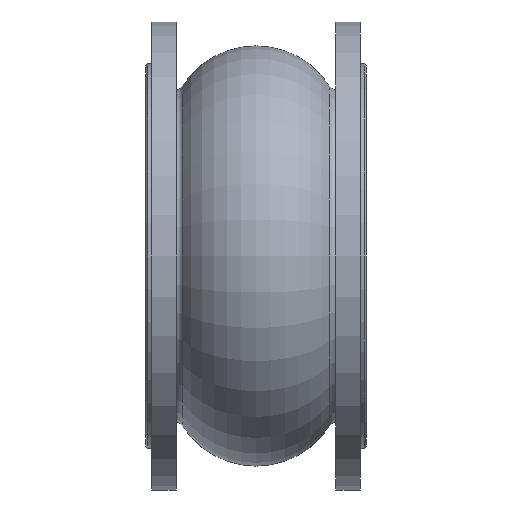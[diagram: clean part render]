
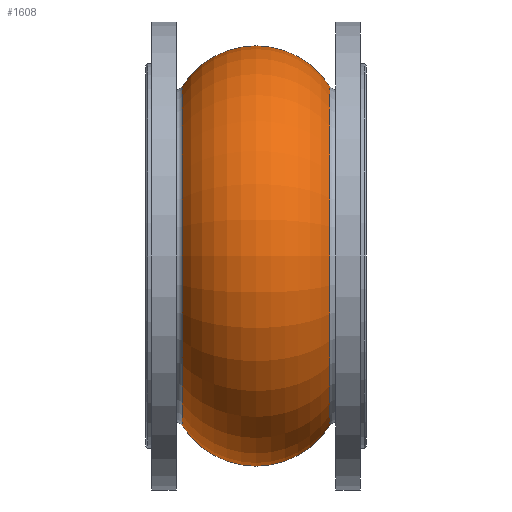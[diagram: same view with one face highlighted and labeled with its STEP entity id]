
A CAD part, front view. The second image highlights one B-rep face of the part: STEP entity #1608.
In plain terms, the highlighted toroidal (fillet/blend) face has major radius 120.487 mm and minor radius 86.025 mm.
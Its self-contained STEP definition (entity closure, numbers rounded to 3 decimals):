
#250 = FACE_OUTER_BOUND ( 'NONE', #1534, .T. ) ;
#251 = TOROIDAL_SURFACE ( 'NONE', #257, 120.487, 86.025 ) ;
#254 = CARTESIAN_POINT ( 'NONE',  ( 0., 0., 0. ) ) ;
#255 = DIRECTION ( 'NONE',  ( -1., 0., 0. ) ) ;
#257 = AXIS2_PLACEMENT_3D ( 'NONE', #254, #255, #259 ) ;
#259 = DIRECTION ( 'NONE',  ( 0., 0., 1. ) ) ;
#1095 = AXIS2_PLACEMENT_3D ( 'NONE', #1100, #1099, #1098 ) ;
#1098 = DIRECTION ( 'NONE',  ( 0., 0., -1. ) ) ;
#1099 = DIRECTION ( 'NONE',  ( 0., -1., 0. ) ) ;
#1100 = CARTESIAN_POINT ( 'NONE',  ( 0., 0., 120.487 ) ) ;
#1101 = CARTESIAN_POINT ( 'NONE',  ( -72.504, 0., 166.785 ) ) ;
#1103 = CIRCLE ( 'NONE', #1095, 86.025 ) ;
#1104 = DIRECTION ( 'NONE',  ( 0., 0., 1. ) ) ;
#1105 = DIRECTION ( 'NONE',  ( 0., 1., 0. ) ) ;
#1106 = CARTESIAN_POINT ( 'NONE',  ( 0., 0., -120.487 ) ) ;
#1116 = CARTESIAN_POINT ( 'NONE',  ( -72.504, 0., -166.785 ) ) ;
#1120 = CIRCLE ( 'NONE', #1132, 86.025 ) ;
#1132 = AXIS2_PLACEMENT_3D ( 'NONE', #1106, #1105, #1104 ) ;
#1159 = VERTEX_POINT ( 'NONE', #1116 ) ;
#1177 = EDGE_CURVE ( 'NONE', #1210, #1159, #1120, .T. ) ;
#1178 = EDGE_CURVE ( 'NONE', #1221, #1179, #1103, .T. ) ;
#1179 = VERTEX_POINT ( 'NONE', #1101 ) ;
#1201 = EDGE_CURVE ( 'NONE', #1210, #1221, #2902, .T. ) ;
#1210 = VERTEX_POINT ( 'NONE', #2928 ) ;
#1219 = EDGE_CURVE ( 'NONE', #1159, #1179, #2518, .T. ) ;
#1221 = VERTEX_POINT ( 'NONE', #2536 ) ;
#1534 = EDGE_LOOP ( 'NONE', ( #1565, #1629, #1584, #1576 ) ) ;
#1565 = ORIENTED_EDGE ( 'NONE', *, *, #1177, .F. ) ;
#1576 = ORIENTED_EDGE ( 'NONE', *, *, #1219, .F. ) ;
#1584 = ORIENTED_EDGE ( 'NONE', *, *, #1178, .T. ) ;
#1608 = ADVANCED_FACE ( 'NONE', ( #250 ), #251, .T. ) ;
#1629 = ORIENTED_EDGE ( 'NONE', *, *, #1201, .T. ) ;
#2501 = CARTESIAN_POINT ( 'NONE',  ( -72.504, 0., 0. ) ) ;
#2518 = CIRCLE ( 'NONE', #2521, 166.785 ) ;
#2521 = AXIS2_PLACEMENT_3D ( 'NONE', #2501, #2522, #2531 ) ;
#2522 = DIRECTION ( 'NONE',  ( -1., 0., 0. ) ) ;
#2531 = DIRECTION ( 'NONE',  ( 0., 0., 1. ) ) ;
#2536 = CARTESIAN_POINT ( 'NONE',  ( 72.504, 0., 166.785 ) ) ;
#2900 = AXIS2_PLACEMENT_3D ( 'NONE', #2904, #2922, #2921 ) ;
#2902 = CIRCLE ( 'NONE', #2900, 166.785 ) ;
#2904 = CARTESIAN_POINT ( 'NONE',  ( 72.504, 0., 0. ) ) ;
#2921 = DIRECTION ( 'NONE',  ( 0., 0., 1. ) ) ;
#2922 = DIRECTION ( 'NONE',  ( -1., 0., 0. ) ) ;
#2928 = CARTESIAN_POINT ( 'NONE',  ( 72.504, 0., -166.785 ) ) ;
